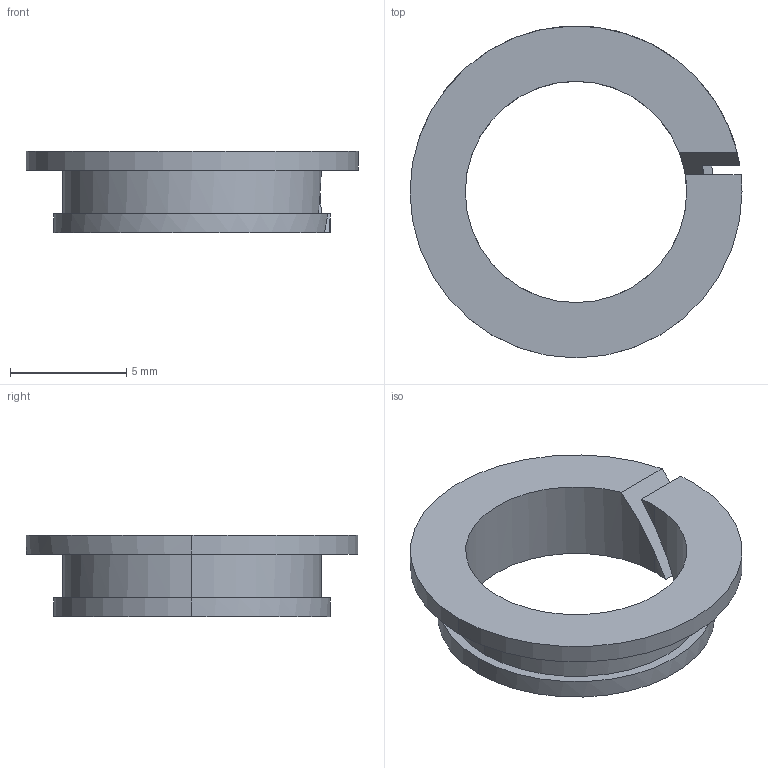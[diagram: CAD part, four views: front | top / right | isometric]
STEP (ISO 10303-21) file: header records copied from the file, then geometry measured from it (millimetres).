
FILE_DESCRIPTION (( 'STEP AP203' ), '1' );
FILE_NAME ('MCI_06_01_1.STEP', '2018-12-26T15:47:23', ( 'DASSAULT SYSTEMES' ), ( 'DASSAULT SYSTEMES' ), 'SwSTEP 2.0', 'SolidWorks 2018', '' );
FILE_SCHEMA (( 'CONFIG_CONTROL_DESIGN' ));
Length unit declared in the file: millimetre
Products named in the file (1): MCI_06_01_1
Bounding box: 14.29 x 14.28 x 3.51 mm (x, y, z)
Volume: 149 mm3; surface area: 442.8 mm2
Topology: 1 solids, 1 shells, 20 faces, 54 edges, 36 vertices
Faces by surface type: cylinder 14, plane 6
Entity records: 719 total; most frequent: CARTESIAN_POINT 147, ORIENTED_EDGE 108, DIRECTION 108, EDGE_CURVE 54, AXIS2_PLACEMENT_3D 45, VERTEX_POINT 36, CIRCLE 24, FACE_OUTER_BOUND 20
